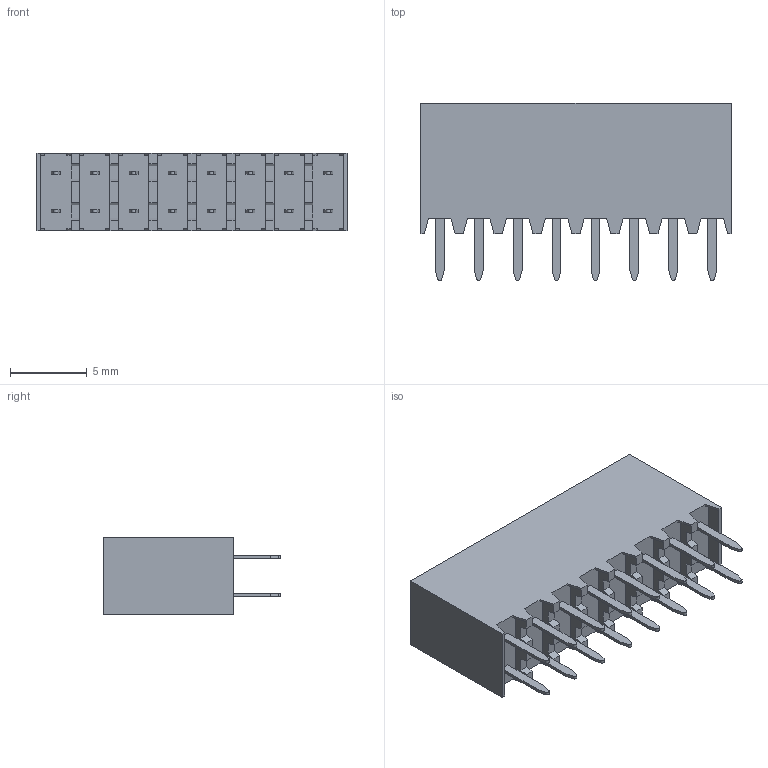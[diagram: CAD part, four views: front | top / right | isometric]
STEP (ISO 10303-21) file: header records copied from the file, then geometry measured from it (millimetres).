
FILE_DESCRIPTION((''),'2;1');
FILE_NAME('87606-Y08_SW0001','2009-09-29T',('sspandia'),('FCI - ELX Division'),'PRO/ENGINEER BY PARAMETRIC TECHNOLOGY CORPORATION, 2008010','PRO/ENGINEER BY PARAMETRIC TECHNOLOGY CORPORATION, 2008010','');
FILE_SCHEMA(('CONFIG_CONTROL_DESIGN'));
Length unit declared in the file: millimetre
Products named in the file (1): 87606-Y08_SW0001
Bounding box: 20.24 x 11.56 x 5.08 mm (x, y, z)
Volume: 774 mm3; surface area: 817 mm2
Topology: 1 solids, 1 shells, 414 faces, 1044 edges, 664 vertices
Faces by surface type: plane 398, cylinder 16
Entity records: 12090 total; most frequent: CARTESIAN_POINT 2122, ORIENTED_EDGE 2088, DIRECTION 1904, EDGE_CURVE 1044, VECTOR 1012, LINE 1012, VERTEX_POINT 664, AXIS2_PLACEMENT_3D 446
